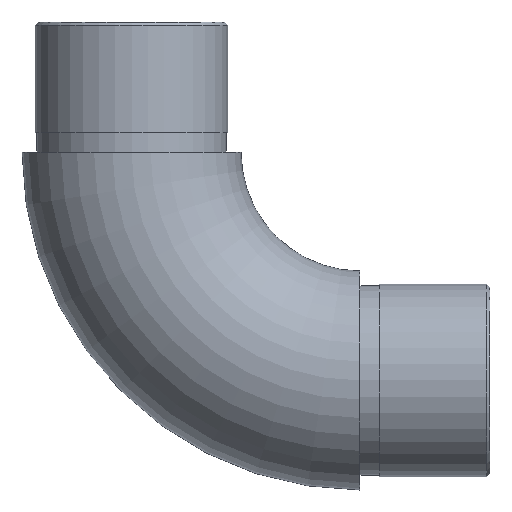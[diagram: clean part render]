
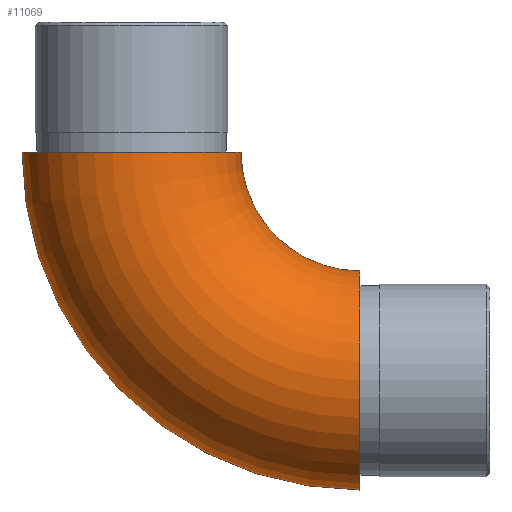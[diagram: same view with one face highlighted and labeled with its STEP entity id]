
A CAD part, left-side view. The second image highlights one B-rep face of the part: STEP entity #11069.
In plain terms, the highlighted toroidal (fillet/blend) face has major radius 35.15 mm and minor radius 16.85 mm.
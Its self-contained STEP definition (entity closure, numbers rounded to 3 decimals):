
#2109 = CARTESIAN_POINT ( 'NONE',  ( 0., 0., 52. ) ) ;
#2364 = EDGE_LOOP ( 'NONE', ( #9915 ) ) ;
#2447 = DIRECTION ( 'NONE',  ( 0., 0., 1. ) ) ;
#2588 = TOROIDAL_SURFACE ( 'NONE', #3048, 35.15, 16.85 ) ;
#2728 = VERTEX_POINT ( 'NONE', #4440 ) ;
#3048 = AXIS2_PLACEMENT_3D ( 'NONE', #2109, #8234, #9162 ) ;
#3829 = CIRCLE ( 'NONE', #5760, 16.85 ) ;
#4440 = CARTESIAN_POINT ( 'NONE',  ( 0., 18.3, 52. ) ) ;
#5760 = AXIS2_PLACEMENT_3D ( 'NONE', #6022, #2447, #10243 ) ;
#5954 = EDGE_LOOP ( 'NONE', ( #7727 ) ) ;
#6022 = CARTESIAN_POINT ( 'NONE',  ( 0., 35.15, 52. ) ) ;
#6113 = DIRECTION ( 'NONE',  ( 0., 1., 0. ) ) ;
#6214 = AXIS2_PLACEMENT_3D ( 'NONE', #8711, #6113, #9653 ) ;
#6436 = FACE_OUTER_BOUND ( 'NONE', #2364, .T. ) ;
#6518 = EDGE_CURVE ( 'NONE', #7780, #7780, #7525, .T. ) ;
#6978 = CARTESIAN_POINT ( 'NONE',  ( 0., 0., 33.7 ) ) ;
#7525 = CIRCLE ( 'NONE', #6214, 16.85 ) ;
#7727 = ORIENTED_EDGE ( 'NONE', *, *, #9959, .F. ) ;
#7780 = VERTEX_POINT ( 'NONE', #6978 ) ;
#7791 = FACE_OUTER_BOUND ( 'NONE', #5954, .T. ) ;
#8234 = DIRECTION ( 'NONE',  ( -1., 0., 0. ) ) ;
#8711 = CARTESIAN_POINT ( 'NONE',  ( 0., 0., 16.85 ) ) ;
#9162 = DIRECTION ( 'NONE',  ( 0., 0., 1. ) ) ;
#9653 = DIRECTION ( 'NONE',  ( 0., 0., 1. ) ) ;
#9915 = ORIENTED_EDGE ( 'NONE', *, *, #6518, .T. ) ;
#9959 = EDGE_CURVE ( 'NONE', #2728, #2728, #3829, .T. ) ;
#10243 = DIRECTION ( 'NONE',  ( 0., -1., 0. ) ) ;
#11069 = ADVANCED_FACE ( 'NONE', ( #7791, #6436 ), #2588, .T. ) ;
